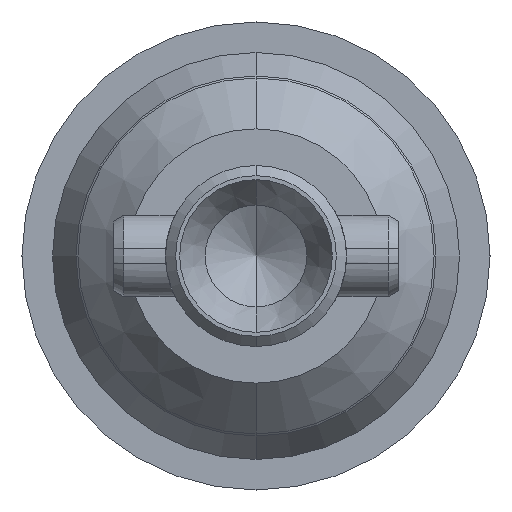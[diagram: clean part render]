
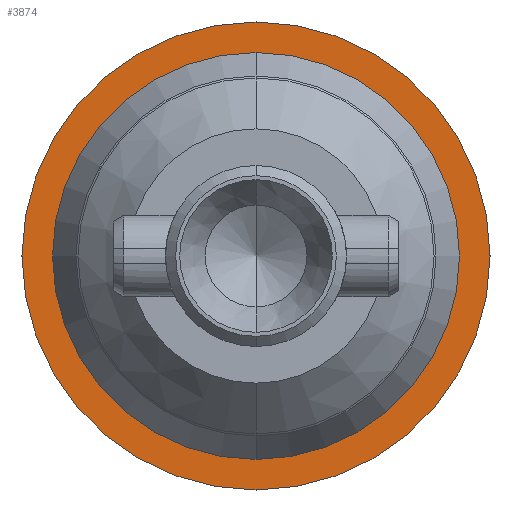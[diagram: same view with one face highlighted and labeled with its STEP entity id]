
A CAD part, front view. The second image highlights one B-rep face of the part: STEP entity #3874.
In plain terms, the highlighted planar face has unit normal (0, -1, 0).
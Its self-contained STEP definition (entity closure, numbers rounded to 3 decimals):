
#197 = DIRECTION ( 'NONE',  ( 0., 0., 1. ) ) ;
#268 = DIRECTION ( 'NONE',  ( 0., 0., -1. ) ) ;
#453 = EDGE_CURVE ( 'NONE', #5501, #7415, #3165, .T. ) ;
#607 = CARTESIAN_POINT ( 'NONE',  ( 0., -5.7, -2. ) ) ;
#683 = CIRCLE ( 'NONE', #4740, 2.3 ) ;
#832 = DIRECTION ( 'NONE',  ( 0., -1., 0. ) ) ;
#951 = CIRCLE ( 'NONE', #3353, 2. ) ;
#1064 = DIRECTION ( 'NONE',  ( 0., 0., 1. ) ) ;
#1207 = EDGE_LOOP ( 'NONE', ( #2269, #4410 ) ) ;
#1327 = FACE_OUTER_BOUND ( 'NONE', #5391, .T. ) ;
#1351 = DIRECTION ( 'NONE',  ( 0., 1., 0. ) ) ;
#1495 = DIRECTION ( 'NONE',  ( 0., 1., 0. ) ) ;
#2187 = CIRCLE ( 'NONE', #3301, 2.3 ) ;
#2269 = ORIENTED_EDGE ( 'NONE', *, *, #6469, .T. ) ;
#2661 = CARTESIAN_POINT ( 'NONE',  ( 0., -5.7, 0. ) ) ;
#2663 = DIRECTION ( 'NONE',  ( 0., 0., 1. ) ) ;
#3165 = CIRCLE ( 'NONE', #7584, 2. ) ;
#3301 = AXIS2_PLACEMENT_3D ( 'NONE', #5711, #5766, #2663 ) ;
#3309 = CARTESIAN_POINT ( 'NONE',  ( 0., -5.7, 2. ) ) ;
#3353 = AXIS2_PLACEMENT_3D ( 'NONE', #2661, #1351, #197 ) ;
#3491 = AXIS2_PLACEMENT_3D ( 'NONE', #4558, #832, #268 ) ;
#3745 = ORIENTED_EDGE ( 'NONE', *, *, #3784, .F. ) ;
#3784 = EDGE_CURVE ( 'NONE', #7683, #7556, #683, .T. ) ;
#3874 = ADVANCED_FACE ( 'NONE', ( #7035, #1327 ), #5164, .T. ) ;
#3978 = CARTESIAN_POINT ( 'NONE',  ( 0., -5.7, 0. ) ) ;
#4144 = DIRECTION ( 'NONE',  ( 0., 1., 0. ) ) ;
#4410 = ORIENTED_EDGE ( 'NONE', *, *, #453, .T. ) ;
#4558 = CARTESIAN_POINT ( 'NONE',  ( -2.3, -5.7, 0. ) ) ;
#4740 = AXIS2_PLACEMENT_3D ( 'NONE', #3978, #1495, #5905 ) ;
#5164 = PLANE ( 'NONE',  #3491 ) ;
#5182 = CARTESIAN_POINT ( 'NONE',  ( 0., -5.7, 2.3 ) ) ;
#5391 = EDGE_LOOP ( 'NONE', ( #3745, #7667 ) ) ;
#5501 = VERTEX_POINT ( 'NONE', #607 ) ;
#5711 = CARTESIAN_POINT ( 'NONE',  ( 0., -5.7, 0. ) ) ;
#5766 = DIRECTION ( 'NONE',  ( 0., 1., 0. ) ) ;
#5905 = DIRECTION ( 'NONE',  ( 0., 0., 1. ) ) ;
#6113 = CARTESIAN_POINT ( 'NONE',  ( 0., -5.7, -2.3 ) ) ;
#6469 = EDGE_CURVE ( 'NONE', #7415, #5501, #951, .T. ) ;
#7035 = FACE_BOUND ( 'NONE', #1207, .T. ) ;
#7321 = EDGE_CURVE ( 'NONE', #7556, #7683, #2187, .T. ) ;
#7415 = VERTEX_POINT ( 'NONE', #3309 ) ;
#7556 = VERTEX_POINT ( 'NONE', #6113 ) ;
#7584 = AXIS2_PLACEMENT_3D ( 'NONE', #7992, #4144, #1064 ) ;
#7667 = ORIENTED_EDGE ( 'NONE', *, *, #7321, .F. ) ;
#7683 = VERTEX_POINT ( 'NONE', #5182 ) ;
#7992 = CARTESIAN_POINT ( 'NONE',  ( 0., -5.7, 0. ) ) ;
